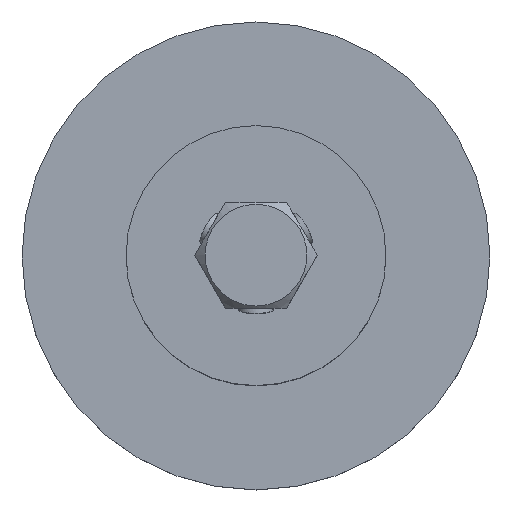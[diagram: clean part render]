
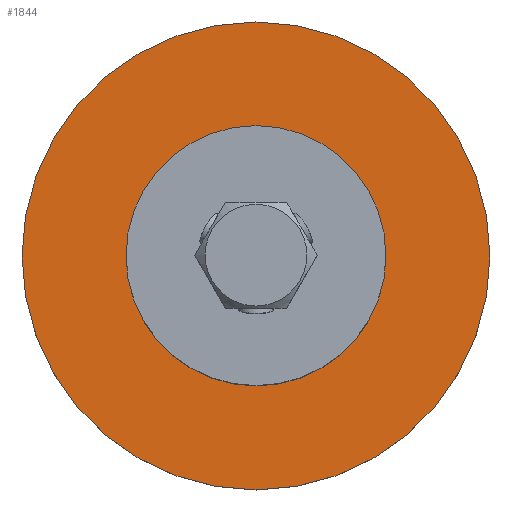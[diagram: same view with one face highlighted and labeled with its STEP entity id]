
A CAD part, top view. The second image highlights one B-rep face of the part: STEP entity #1844.
In plain terms, the highlighted planar face has unit normal (0, 0, 1).
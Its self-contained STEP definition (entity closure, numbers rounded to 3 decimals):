
#1826 = VERTEX_POINT('',#1827);
#1827 = CARTESIAN_POINT('',(-4.5,0.,-4.));
#1832 = EDGE_CURVE('',#1826,#1826,#1833,.T.);
#1833 = CIRCLE('',#1834,4.5);
#1834 = AXIS2_PLACEMENT_3D('',#1835,#1836,#1837);
#1835 = CARTESIAN_POINT('',(0.,0.,-4.));
#1836 = DIRECTION('',(0.,0.,-1.));
#1837 = DIRECTION('',(-1.,0.,0.));
#1844 = ADVANCED_FACE('',(#1845,#1848),#1859,.F.);
#1845 = FACE_BOUND('',#1846,.T.);
#1846 = EDGE_LOOP('',(#1847));
#1847 = ORIENTED_EDGE('',*,*,#1832,.F.);
#1848 = FACE_BOUND('',#1849,.T.);
#1849 = EDGE_LOOP('',(#1850));
#1850 = ORIENTED_EDGE('',*,*,#1851,.T.);
#1851 = EDGE_CURVE('',#1852,#1852,#1854,.T.);
#1852 = VERTEX_POINT('',#1853);
#1853 = CARTESIAN_POINT('',(-2.5,0.,-4.));
#1854 = CIRCLE('',#1855,2.5);
#1855 = AXIS2_PLACEMENT_3D('',#1856,#1857,#1858);
#1856 = CARTESIAN_POINT('',(0.,0.,-4.));
#1857 = DIRECTION('',(0.,0.,-1.));
#1858 = DIRECTION('',(-1.,0.,0.));
#1859 = PLANE('',#1860);
#1860 = AXIS2_PLACEMENT_3D('',#1861,#1862,#1863);
#1861 = CARTESIAN_POINT('',(0.,0.,-4.));
#1862 = DIRECTION('',(0.,0.,-1.));
#1863 = DIRECTION('',(-1.,0.,0.));
